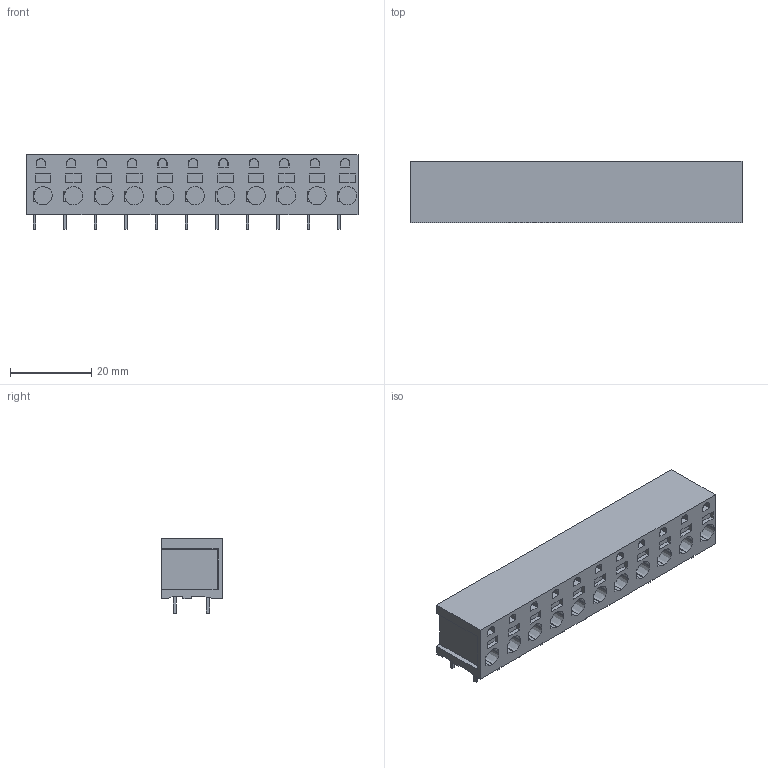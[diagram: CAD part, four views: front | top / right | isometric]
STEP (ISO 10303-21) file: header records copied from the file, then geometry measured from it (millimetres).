
FILE_DESCRIPTION(('CATIA V5R24 STEP','CAx-IF Rec.Pracs.--- Model Styling and Organization---1.4--- 2014-01-23'),'2;1');
FILE_NAME ('1115303-1_0', '2020-02-04T07:37:47+00:00', ('Weidmueller Interface'), ('Weidmueller'), 'CATIA Version 5-6 Release 2016 SP3 HF44', 'CATIA V5 STEP AP214', 'none');
FILE_SCHEMA(('AUTOMOTIVE_DESIGN { 1 0 10303 214 1 1 1 1 }'));
Length unit declared in the file: millimetre
Products named in the file (1): 2667510000
Bounding box: 81.8 x 15.2 x 18.3 mm (x, y, z)
Volume: 17051.5 mm3; surface area: 6843.6 mm2
Topology: 23 solids, 23 shells, 733 faces, 1918 edges, 1264 vertices
Faces by surface type: plane 568, extrusion 121, cylinder 33, cone 11
Entity records: 21906 total; most frequent: CARTESIAN_POINT 5900, ORIENTED_EDGE 3836, DIRECTION 2231, EDGE_CURVE 1918, VECTOR 1721, LINE 1600, VERTEX_POINT 1264, EDGE_LOOP 766
